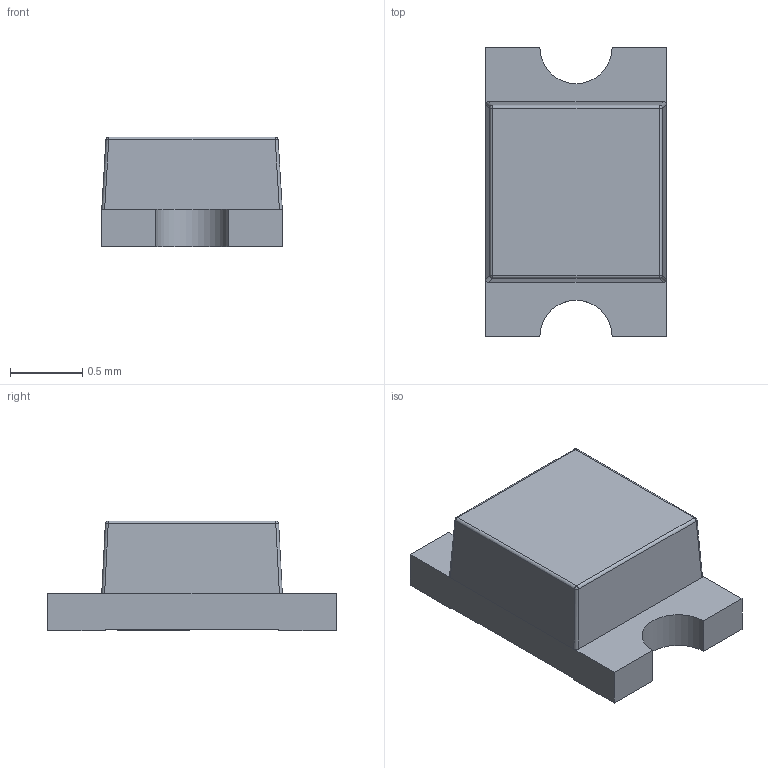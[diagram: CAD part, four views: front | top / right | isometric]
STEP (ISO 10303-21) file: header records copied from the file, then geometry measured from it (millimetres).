
FILE_DESCRIPTION (( 'STEP AP214' ), '1' );
FILE_NAME ('0805-LED.STEP', '2012-08-23T07:21:53', ( 'User' ), ( 'Microsoft' ), 'SwSTEP 2.0', 'SolidWorks 2011', '' );
FILE_SCHEMA (( 'AUTOMOTIVE_DESIGN' ));
Length unit declared in the file: millimetre
Products named in the file (1): 0805-LED
Bounding box: 1.25 x 2 x 0.76 mm (x, y, z)
Volume: 1.3 mm3; surface area: 8.7 mm2
Topology: 1 solids, 1 shells, 41 faces, 98 edges, 60 vertices
Faces by surface type: plane 27, cylinder 10, sphere 4
Entity records: 1480 total; most frequent: CARTESIAN_POINT 212, ORIENTED_EDGE 196, DIRECTION 194, EDGE_CURVE 98, LINE 78, VECTOR 78, VERTEX_POINT 60, AXIS2_PLACEMENT_3D 58
